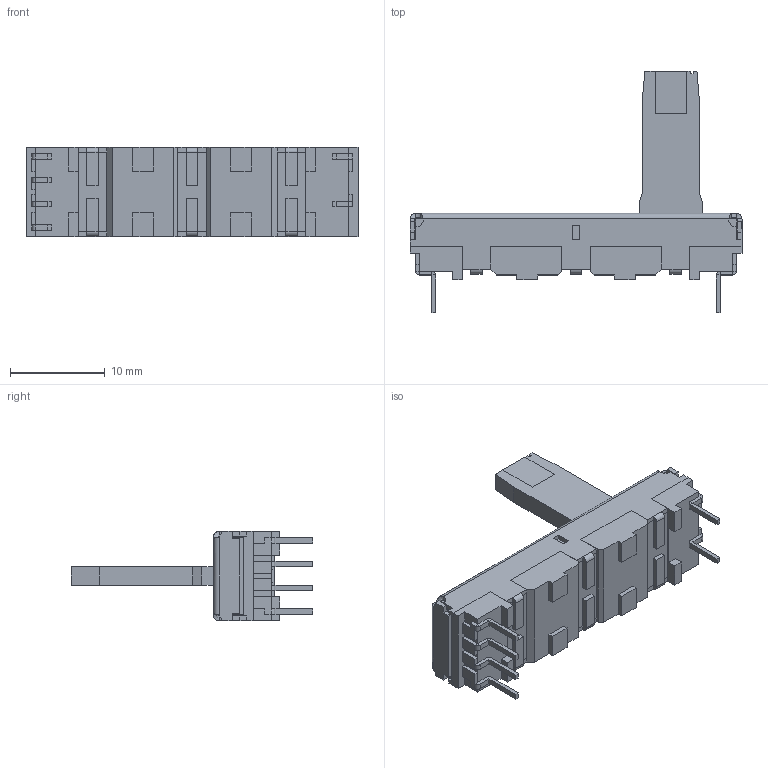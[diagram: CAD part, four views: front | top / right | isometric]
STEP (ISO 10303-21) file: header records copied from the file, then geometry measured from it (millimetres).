
FILE_DESCRIPTION (( 'STEP AP214' ), '1' );
FILE_NAME ('RA2045F-20R-15LC-B10K-C.STEP', '2023-11-14T20:00:29', ( '' ), ( '' ), 'SwSTEP 2.0', 'SolidWorks 2021', '' );
FILE_SCHEMA (( 'AUTOMOTIVE_DESIGN' ));
Length unit declared in the file: millimetre
Products named in the file (1): RA2045F-20R-15LC-B10K-C
Bounding box: 35 x 25.5 x 9.4 mm (x, y, z)
Volume: 2185.1 mm3; surface area: 2864.7 mm2
Topology: 10 solids, 10 shells, 400 faces, 978 edges, 598 vertices
Faces by surface type: plane 340, cylinder 46, bspline 14
Entity records: 11959 total; most frequent: CARTESIAN_POINT 2613, ORIENTED_EDGE 1956, DIRECTION 1768, EDGE_CURVE 978, VECTOR 858, LINE 858, VERTEX_POINT 598, AXIS2_PLACEMENT_3D 455
